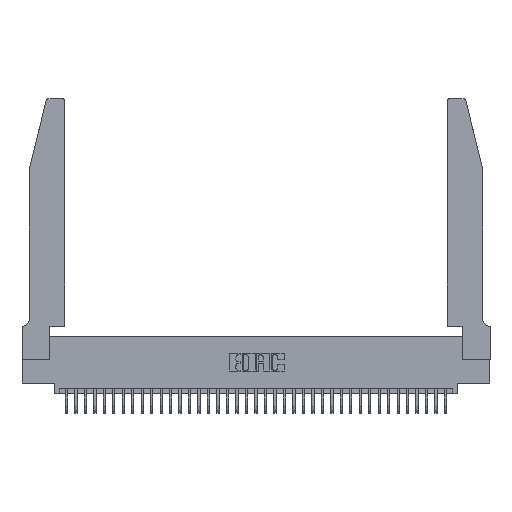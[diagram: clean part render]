
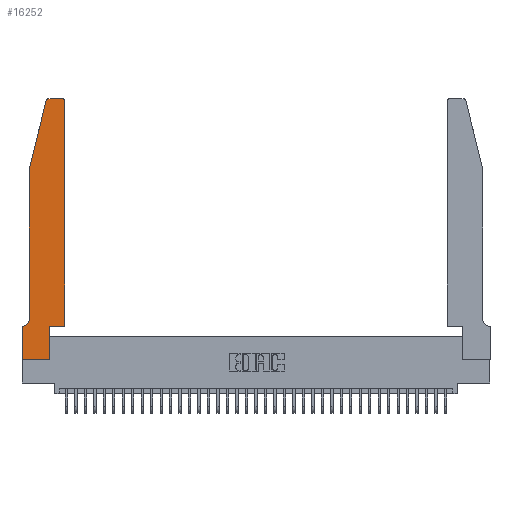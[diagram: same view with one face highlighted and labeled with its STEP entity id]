
A CAD part, top view. The second image highlights one B-rep face of the part: STEP entity #16252.
In plain terms, the highlighted planar face has unit normal (0, 0, 1).
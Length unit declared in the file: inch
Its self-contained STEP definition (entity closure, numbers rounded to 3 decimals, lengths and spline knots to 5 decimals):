
#198 = EDGE_CURVE ( 'NONE', #33766, #14838, #17835, .T. ) ;
#602 = LINE ( 'NONE', #25651, #38625 ) ;
#1145 = VECTOR ( 'NONE', #22878, 39.37008 ) ;
#1370 = CARTESIAN_POINT ( 'NONE',  ( 0.4505, 2.72, 0.37 ) ) ;
#1423 = EDGE_CURVE ( 'NONE', #15311, #31890, #9229, .T. ) ;
#1499 = CIRCLE ( 'NONE', #30809, 0.03 ) ;
#1524 = ORIENTED_EDGE ( 'NONE', *, *, #198, .T. ) ;
#1588 = CIRCLE ( 'NONE', #20495, 0.07 ) ;
#2244 = EDGE_LOOP ( 'NONE', ( #34687, #28381, #5168, #1524, #26341, #14899, #27194, #34627, #18988, #4744, #20878, #4105 ) ) ;
#2650 = VECTOR ( 'NONE', #23610, 39.37008 ) ;
#3178 = EDGE_CURVE ( 'NONE', #28792, #38365, #1499, .T. ) ;
#3485 = VERTEX_POINT ( 'NONE', #32305 ) ;
#3600 = VECTOR ( 'NONE', #18802, 39.37008 ) ;
#4105 = ORIENTED_EDGE ( 'NONE', *, *, #18384, .T. ) ;
#4335 = VECTOR ( 'NONE', #21990, 39.37008 ) ;
#4744 = ORIENTED_EDGE ( 'NONE', *, *, #28141, .T. ) ;
#4794 = EDGE_CURVE ( 'NONE', #35353, #15026, #11685, .T. ) ;
#5168 = ORIENTED_EDGE ( 'NONE', *, *, #18216, .T. ) ;
#5395 = EDGE_CURVE ( 'NONE', #3485, #23764, #30856, .T. ) ;
#5898 = CARTESIAN_POINT ( 'NONE',  ( 0.0755, 0.42, 0.37 ) ) ;
#6078 = CARTESIAN_POINT ( 'NONE',  ( 0., 0., 0.37 ) ) ;
#6209 = DIRECTION ( 'NONE',  ( 1., 0., 0. ) ) ;
#6886 = DIRECTION ( 'NONE',  ( 0., 0., 1. ) ) ;
#7008 = CARTESIAN_POINT ( 'NONE',  ( 0.284, 2.72, 0.37 ) ) ;
#8640 = CARTESIAN_POINT ( 'NONE',  ( 0.4505, 0.35, 0.37 ) ) ;
#9123 = CARTESIAN_POINT ( 'NONE',  ( 0.284, 2.75, 0.37 ) ) ;
#9229 = LINE ( 'NONE', #16251, #1145 ) ;
#9992 = CARTESIAN_POINT ( 'NONE',  ( 0.25487, 2.72718, 0.37 ) ) ;
#10048 = DIRECTION ( 'NONE',  ( 1., 0., 0. ) ) ;
#10227 = EDGE_CURVE ( 'NONE', #14838, #15311, #1588, .T. ) ;
#10338 = CARTESIAN_POINT ( 'NONE',  ( 0.0755, 2., 0.37 ) ) ;
#11059 = VERTEX_POINT ( 'NONE', #34706 ) ;
#11685 = LINE ( 'NONE', #8640, #3600 ) ;
#12404 = LINE ( 'NONE', #18968, #4335 ) ;
#13219 = VECTOR ( 'NONE', #28776, 39.37008 ) ;
#14618 = LINE ( 'NONE', #35729, #21696 ) ;
#14838 = VERTEX_POINT ( 'NONE', #5898 ) ;
#14899 = ORIENTED_EDGE ( 'NONE', *, *, #1423, .T. ) ;
#15026 = VERTEX_POINT ( 'NONE', #1370 ) ;
#15311 = VERTEX_POINT ( 'NONE', #17529 ) ;
#15729 = DIRECTION ( 'NONE',  ( 0., 0., 1. ) ) ;
#15871 = CARTESIAN_POINT ( 'NONE',  ( 0., 0.35, 0.37 ) ) ;
#15886 = CARTESIAN_POINT ( 'NONE',  ( 0., 0.35, 0.37 ) ) ;
#16251 = CARTESIAN_POINT ( 'NONE',  ( 0.0755, 0.35, 0.37 ) ) ;
#16252 = ADVANCED_FACE ( 'NONE', ( #32963 ), #33736, .T. ) ;
#16998 = CIRCLE ( 'NONE', #33357, 0.03 ) ;
#17326 = EDGE_CURVE ( 'NONE', #32214, #28792, #31034, .T. ) ;
#17529 = CARTESIAN_POINT ( 'NONE',  ( 0.0055, 0.35, 0.37 ) ) ;
#17835 = LINE ( 'NONE', #10338, #2650 ) ;
#17839 = DIRECTION ( 'NONE',  ( 0., 0., -1. ) ) ;
#17908 = VECTOR ( 'NONE', #21234, 39.37008 ) ;
#18216 = EDGE_CURVE ( 'NONE', #38365, #33766, #14618, .T. ) ;
#18217 = CARTESIAN_POINT ( 'NONE',  ( 0.4505, 0.35, 0.37 ) ) ;
#18384 = EDGE_CURVE ( 'NONE', #15026, #32214, #16998, .T. ) ;
#18802 = DIRECTION ( 'NONE',  ( 0., 1., 0. ) ) ;
#18968 = CARTESIAN_POINT ( 'NONE',  ( 0.2865, 0.35, 0.37 ) ) ;
#18988 = ORIENTED_EDGE ( 'NONE', *, *, #31198, .T. ) ;
#19582 = DIRECTION ( 'NONE',  ( 0., -1., 0. ) ) ;
#19895 = CARTESIAN_POINT ( 'NONE',  ( 0.2605, 2.75, 0.37 ) ) ;
#20495 = AXIS2_PLACEMENT_3D ( 'NONE', #35708, #17839, #38658 ) ;
#20873 = CARTESIAN_POINT ( 'NONE',  ( 0.4205, 2.75, 0.37 ) ) ;
#20878 = ORIENTED_EDGE ( 'NONE', *, *, #4794, .T. ) ;
#20888 = DIRECTION ( 'NONE',  ( -0.239, -0.971, 0. ) ) ;
#21234 = DIRECTION ( 'NONE',  ( 1., 0., 0. ) ) ;
#21627 = EDGE_CURVE ( 'NONE', #31890, #3485, #602, .T. ) ;
#21696 = VECTOR ( 'NONE', #20888, 39.37008 ) ;
#21853 = AXIS2_PLACEMENT_3D ( 'NONE', #15871, #6886, #27943 ) ;
#21990 = DIRECTION ( 'NONE',  ( 0., 1., 0. ) ) ;
#22878 = DIRECTION ( 'NONE',  ( -1., 0., 0. ) ) ;
#22966 = VECTOR ( 'NONE', #6209, 39.37008 ) ;
#23610 = DIRECTION ( 'NONE',  ( 0., -1., 0. ) ) ;
#23764 = VERTEX_POINT ( 'NONE', #33824 ) ;
#24036 = CARTESIAN_POINT ( 'NONE',  ( 0.4505, 0.35, 0.37 ) ) ;
#25651 = CARTESIAN_POINT ( 'NONE',  ( 0., 0., 0.37 ) ) ;
#26341 = ORIENTED_EDGE ( 'NONE', *, *, #10227, .T. ) ;
#27194 = ORIENTED_EDGE ( 'NONE', *, *, #21627, .T. ) ;
#27943 = DIRECTION ( 'NONE',  ( 1., 0., 0. ) ) ;
#28063 = DIRECTION ( 'NONE',  ( 0., 0., 1. ) ) ;
#28141 = EDGE_CURVE ( 'NONE', #11059, #35353, #33748, .T. ) ;
#28381 = ORIENTED_EDGE ( 'NONE', *, *, #3178, .T. ) ;
#28477 = CARTESIAN_POINT ( 'NONE',  ( 0.0755, 2., 0.37 ) ) ;
#28776 = DIRECTION ( 'NONE',  ( -1., 0., 0. ) ) ;
#28792 = VERTEX_POINT ( 'NONE', #9123 ) ;
#30809 = AXIS2_PLACEMENT_3D ( 'NONE', #7008, #28063, #10048 ) ;
#30856 = LINE ( 'NONE', #6078, #22966 ) ;
#31034 = LINE ( 'NONE', #19895, #13219 ) ;
#31198 = EDGE_CURVE ( 'NONE', #23764, #11059, #12404, .T. ) ;
#31890 = VERTEX_POINT ( 'NONE', #15886 ) ;
#32214 = VERTEX_POINT ( 'NONE', #20873 ) ;
#32305 = CARTESIAN_POINT ( 'NONE',  ( 0., 0., 0.37 ) ) ;
#32963 = FACE_OUTER_BOUND ( 'NONE', #2244, .T. ) ;
#33357 = AXIS2_PLACEMENT_3D ( 'NONE', #33599, #15729, #36596 ) ;
#33599 = CARTESIAN_POINT ( 'NONE',  ( 0.4205, 2.72, 0.37 ) ) ;
#33736 = PLANE ( 'NONE',  #21853 ) ;
#33748 = LINE ( 'NONE', #18217, #17908 ) ;
#33766 = VERTEX_POINT ( 'NONE', #28477 ) ;
#33824 = CARTESIAN_POINT ( 'NONE',  ( 0.2865, 0., 0.37 ) ) ;
#34627 = ORIENTED_EDGE ( 'NONE', *, *, #5395, .T. ) ;
#34687 = ORIENTED_EDGE ( 'NONE', *, *, #17326, .T. ) ;
#34706 = CARTESIAN_POINT ( 'NONE',  ( 0.2865, 0.35, 0.37 ) ) ;
#35353 = VERTEX_POINT ( 'NONE', #24036 ) ;
#35708 = CARTESIAN_POINT ( 'NONE',  ( 0.0055, 0.42, 0.37 ) ) ;
#35729 = CARTESIAN_POINT ( 'NONE',  ( 0.0755, 2., 0.37 ) ) ;
#36596 = DIRECTION ( 'NONE',  ( 1., 0., 0. ) ) ;
#38365 = VERTEX_POINT ( 'NONE', #9992 ) ;
#38625 = VECTOR ( 'NONE', #19582, 39.37008 ) ;
#38658 = DIRECTION ( 'NONE',  ( -1., 0., 0. ) ) ;
